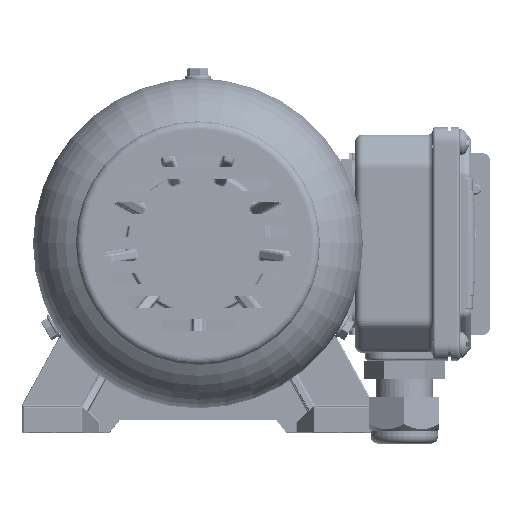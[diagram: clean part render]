
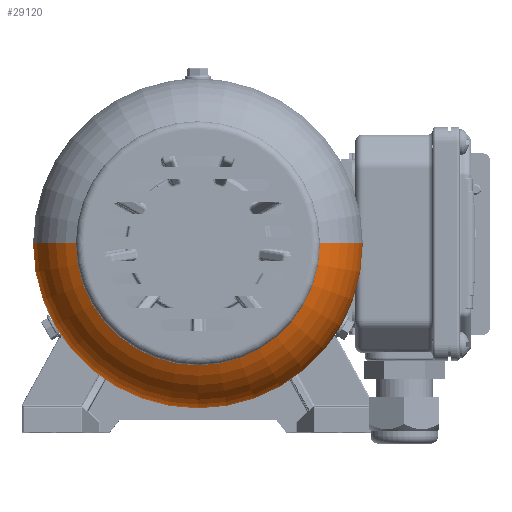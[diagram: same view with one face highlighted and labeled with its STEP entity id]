
A CAD part, top view. The second image highlights one B-rep face of the part: STEP entity #29120.
In plain terms, the highlighted toroidal (fillet/blend) face has major radius 33.5 mm and minor radius 30 mm.
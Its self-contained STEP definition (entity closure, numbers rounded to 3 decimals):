
#37 = VERTEX_POINT ( 'NONE', #214697 ) ;
#235 = VERTEX_POINT ( 'NONE', #214878 ) ;
#327 = VERTEX_POINT ( 'NONE', #214961 ) ;
#29120 = ADVANCED_FACE ( 'NONE', ( #35072 ), #35062, .T. ) ;
#35062 = TOROIDAL_SURFACE ( 'NONE', #138100, 33.5, 30. ) ;
#35072 = FACE_OUTER_BOUND ( 'NONE', #198964, .T. ) ;
#38546 = ORIENTED_EDGE ( 'NONE', *, *, #42472, .F. ) ;
#38550 = ORIENTED_EDGE ( 'NONE', *, *, #42519, .F. ) ;
#38555 = ORIENTED_EDGE ( 'NONE', *, *, #42474, .T. ) ;
#38560 = ORIENTED_EDGE ( 'NONE', *, *, #42552, .F. ) ;
#42472 = EDGE_CURVE ( 'NONE', #327, #246634, #235929, .T. ) ;
#42474 = EDGE_CURVE ( 'NONE', #235, #37, #235935, .T. ) ;
#42519 = EDGE_CURVE ( 'NONE', #235, #327, #235980, .T. ) ;
#42552 = EDGE_CURVE ( 'NONE', #246634, #37, #236014, .T. ) ;
#44100 = CARTESIAN_POINT ( 'NONE',  ( -22.054, -52.663, 220.041 ) ) ;
#102377 = DIRECTION ( 'NONE',  ( 0., 0., 1. ) ) ;
#102385 = CARTESIAN_POINT ( 'NONE',  ( 24.946, -52.663, 193.25 ) ) ;
#102392 = DIRECTION ( 'NONE',  ( 1., 0., 0. ) ) ;
#138100 = AXIS2_PLACEMENT_3D ( 'NONE', #102385, #102377, #102392 ) ;
#139034 = AXIS2_PLACEMENT_3D ( 'NONE', #165355, #165358, #165359 ) ;
#139035 = AXIS2_PLACEMENT_3D ( 'NONE', #165368, #165370, #165374 ) ;
#139044 = AXIS2_PLACEMENT_3D ( 'NONE', #165984, #165987, #165989 ) ;
#139054 = AXIS2_PLACEMENT_3D ( 'NONE', #166511, #166513, #166515 ) ;
#165355 = CARTESIAN_POINT ( 'NONE',  ( -8.554, -52.663, 193.25 ) ) ;
#165358 = DIRECTION ( 'NONE',  ( 0., 1., 0. ) ) ;
#165359 = DIRECTION ( 'NONE',  ( -1., 0., 0. ) ) ;
#165368 = CARTESIAN_POINT ( 'NONE',  ( 58.446, -52.663, 193.25 ) ) ;
#165370 = DIRECTION ( 'NONE',  ( 0., -1., 0. ) ) ;
#165374 = DIRECTION ( 'NONE',  ( 0., 0., -1. ) ) ;
#165984 = CARTESIAN_POINT ( 'NONE',  ( 24.946, -52.663, 193.25 ) ) ;
#165987 = DIRECTION ( 'NONE',  ( 0., 0., -1. ) ) ;
#165989 = DIRECTION ( 'NONE',  ( 1., 0., 0. ) ) ;
#166511 = CARTESIAN_POINT ( 'NONE',  ( 24.946, -52.663, 220.041 ) ) ;
#166513 = DIRECTION ( 'NONE',  ( 0., 0., 1. ) ) ;
#166515 = DIRECTION ( 'NONE',  ( -1., 0., 0. ) ) ;
#198964 = EDGE_LOOP ( 'NONE', ( #38546, #38550, #38555, #38560 ) ) ;
#214697 = CARTESIAN_POINT ( 'NONE',  ( 71.946, -52.663, 220.041 ) ) ;
#214878 = CARTESIAN_POINT ( 'NONE',  ( 88.446, -52.663, 193.25 ) ) ;
#214961 = CARTESIAN_POINT ( 'NONE',  ( -38.554, -52.663, 193.25 ) ) ;
#235929 = CIRCLE ( 'NONE', #139034, 30. ) ;
#235935 = CIRCLE ( 'NONE', #139035, 30. ) ;
#235980 = CIRCLE ( 'NONE', #139044, 63.5 ) ;
#236014 = CIRCLE ( 'NONE', #139054, 47. ) ;
#246634 = VERTEX_POINT ( 'NONE', #44100 ) ;
